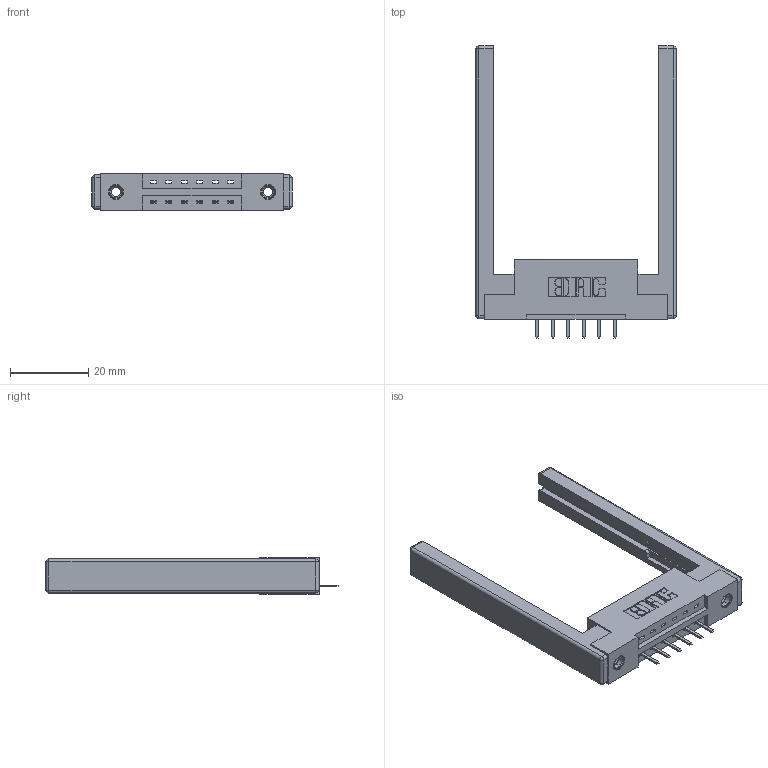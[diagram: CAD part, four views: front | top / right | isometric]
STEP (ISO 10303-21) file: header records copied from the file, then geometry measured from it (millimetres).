
FILE_DESCRIPTION (( 'STEP AP203' ), '1' );
FILE_NAME ('337-006-520-168.STEP', '2019-09-27T16:43:34', ( '' ), ( '' ), 'SwSTEP 2.0', 'SolidWorks 2016', '' );
FILE_SCHEMA (( 'CONFIG_CONTROL_DESIGN' ));
Length unit declared in the file: inch
Products named in the file (5): 345-250-001_345-250-001-102; 345-292-001_345-293-120; 307-220-068; 337-006-520-168; 337 Part_Flush Mounting Lugs - 0.156 Dia-TI
Assembly tree (11 placements, depth 2):
  337-006-520-168
    337 Part_Flush Mounting Lugs - 0.156 Dia-TI
    345-292-001_345-293-120  x6
    345-250-001_345-250-001-102  x2
    307-220-068  x2
Bounding box: 51.21 x 74.76 x 9.4 mm (x, y, z)
Volume: 9245.5 mm3; surface area: 8846.9 mm2
Topology: 11 solids, 11 shells, 664 faces, 1877 edges, 1214 vertices
Faces by surface type: plane 446, cylinder 194, cone 12, sphere 8, torus 4
Entity records: 11990 total; most frequent: CARTESIAN_POINT 2053, ORIENTED_EDGE 1972, DIRECTION 1864, EDGE_CURVE 986, VECTOR 804, LINE 804, VERTEX_POINT 646, AXIS2_PLACEMENT_3D 530
